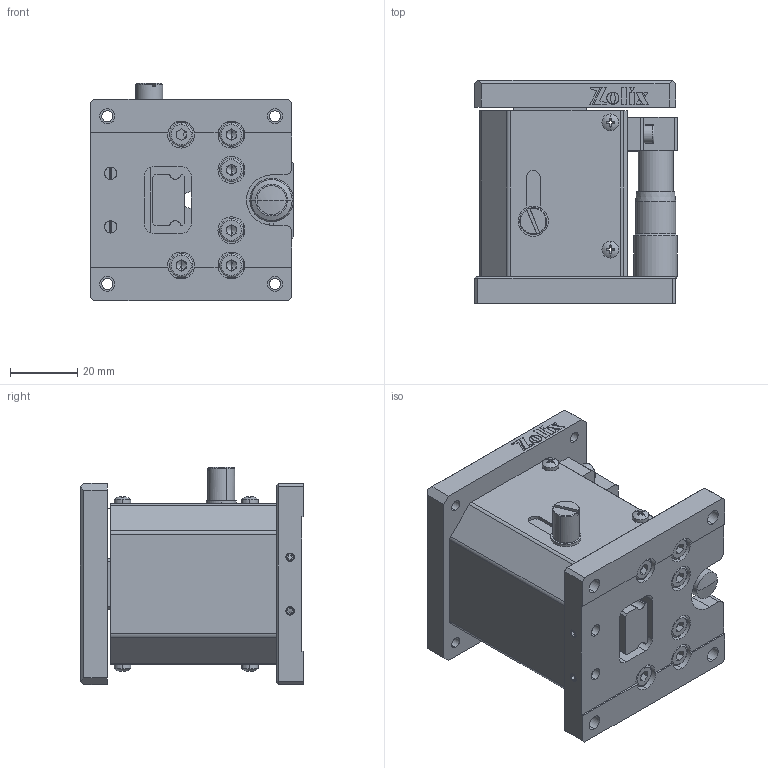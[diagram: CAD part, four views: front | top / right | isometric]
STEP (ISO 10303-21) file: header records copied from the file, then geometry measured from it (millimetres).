
FILE_DESCRIPTION (( 'STEP AP203' ), '1' );
FILE_NAME ('AKV13A-60Z(AP203).STEP', '2019-09-02T03:54:25', ( '' ), ( '' ), 'SwSTEP 2.0', 'SolidWorks 2017', '' );
FILE_SCHEMA (( 'CONFIG_CONTROL_DESIGN' ));
Length unit declared in the file: millimetre
Products named in the file (1): AKV13A-60Z(AP203)
Bounding box: 60.5 x 66.5 x 64.8 mm (x, y, z)
Surface area: 38014.4 mm2 (no closed solid volume)
Topology: 0 solids, 43 shells, 618 faces, 2085 edges, 1423 vertices
Faces by surface type: plane 368, cylinder 140, cone 56, torus 44, sphere 10
Entity records: 22773 total; most frequent: CARTESIAN_POINT 4611, DIRECTION 3901, ORIENTED_EDGE 3327, EDGE_CURVE 2051, VERTEX_POINT 1423, LINE 1307, VECTOR 1307, AXIS2_PLACEMENT_3D 1297
